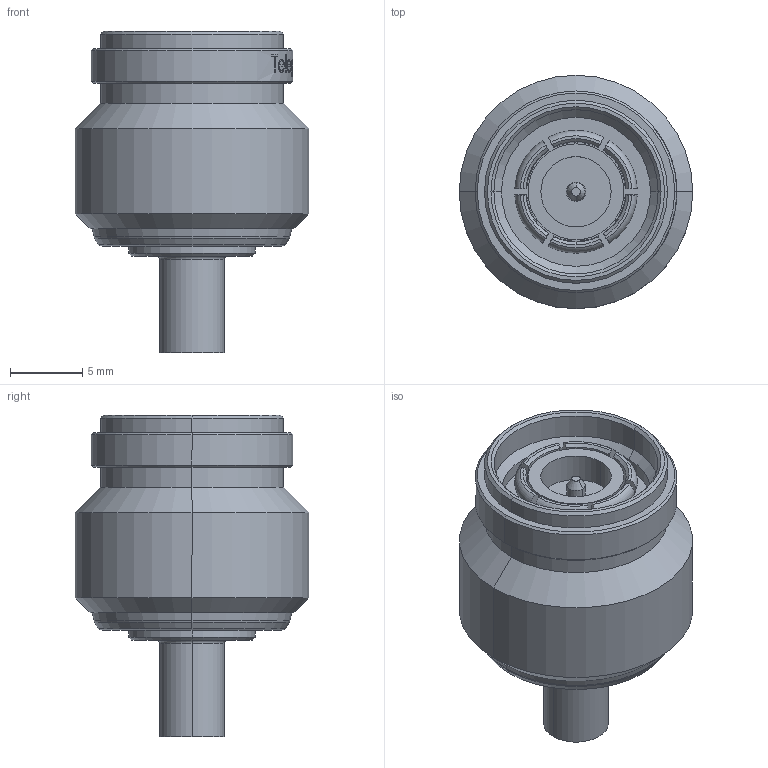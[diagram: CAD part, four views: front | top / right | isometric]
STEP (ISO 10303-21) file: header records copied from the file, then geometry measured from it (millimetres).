
FILE_DESCRIPTION (( 'STEP AP214' ), '1' );
FILE_NAME ('J01010A0021.STEP', '2019-05-29T08:02:35', ( '' ), ( '' ), 'SwSTEP 2.0', 'SolidWorks 2018', '' );
FILE_SCHEMA (( 'AUTOMOTIVE_DESIGN' ));
Length unit declared in the file: millimetre
Products named in the file (1): J01010A0021
Bounding box: 16.2 x 16.2 x 22.3 mm (x, y, z)
Volume: 2412 mm3; surface area: 1494.7 mm2
Topology: 1 solids, 1 shells, 274 faces, 685 edges, 445 vertices
Faces by surface type: plane 88, bspline 83, cylinder 56, cone 37, torus 10
Entity records: 16685 total; most frequent: CARTESIAN_POINT 7851, ORIENTED_EDGE 1370, DIRECTION 927, EDGE_CURVE 685, VERTEX_POINT 445, AXIS2_PLACEMENT_3D 359, EDGE_LOOP 306, B_SPLINE_CURVE_WITH_KNOTS 295
